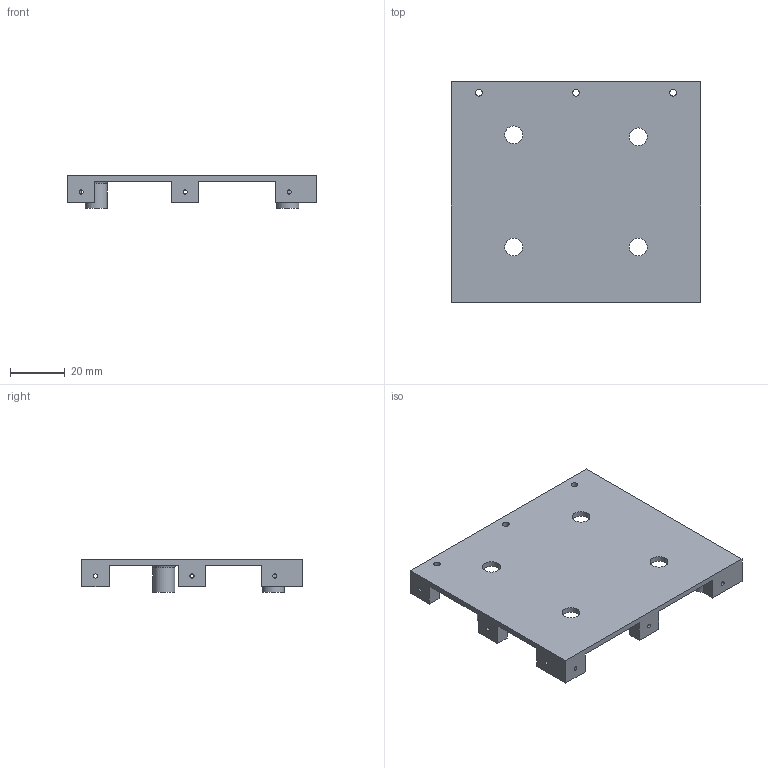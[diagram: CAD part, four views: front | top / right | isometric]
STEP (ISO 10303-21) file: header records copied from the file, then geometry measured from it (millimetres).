
FILE_DESCRIPTION(/* description */ ('','CAx-IF Rec.Pracs.---Representation and Presentation of Product Manufacturing Information (PMI)---4.0---2014-10-13'),/* implementation_level */ '2;1');
FILE_NAME(/* name */ 'Down.stp',/* time_stamp */ '2024-12-31T16:21:05+01:00',/* author */ ('Familia CS'),/* organization */ (''),/* preprocessor_version */ 'ST-DEVELOPER v17',/* originating_system */ 'Autodesk Inventor 2019',/* authorisation */ '');
FILE_SCHEMA (('AP242_MANAGED_MODEL_BASED_3D_ENGINEERING_MIM_LF { 1 0 10303 442 1 1 4 }'));
Length unit declared in the file: millimetre
Products named in the file (1): Down
Bounding box: 91 x 80.5 x 12 mm (x, y, z)
Volume: 19839.3 mm3; surface area: 18588.8 mm2
Topology: 1 solids, 1 shells, 72 faces, 286 edges, 283 vertices
Faces by surface type: plane 44, cylinder 24, torus 4
Full cylindrical faces by diameter (mm): 1.5 x13, 2.5 x3, 6.5 x4, 8 x4
Entity records: 3007 total; most frequent: CARTESIAN_POINT 572, DIRECTION 506, ORIENTED_EDGE 382, AXIS2_PLACEMENT_3D 195, EDGE_CURVE 191, VERTEX_POINT 127, LINE 124, VECTOR 124
